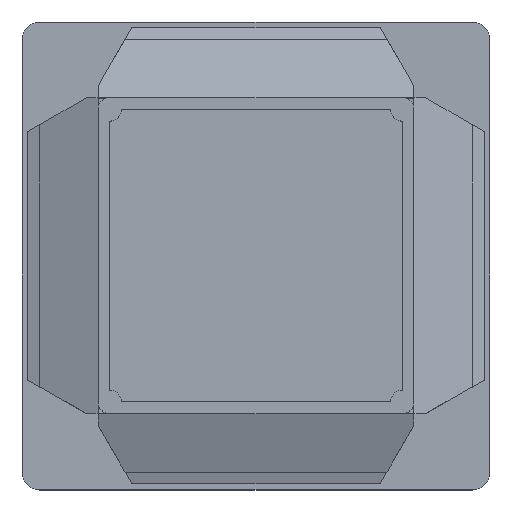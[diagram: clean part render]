
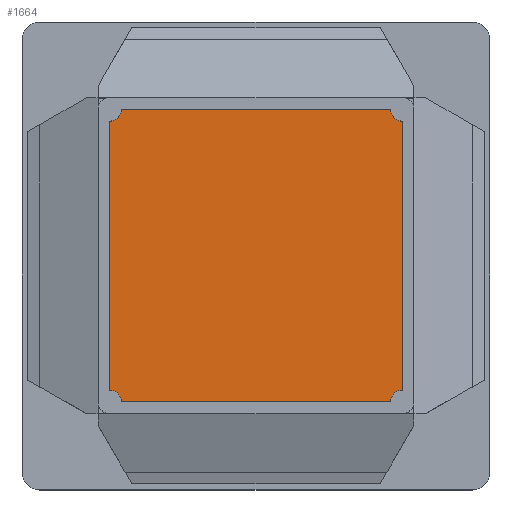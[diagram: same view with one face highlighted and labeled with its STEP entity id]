
A CAD part, top view. The second image highlights one B-rep face of the part: STEP entity #1664.
In plain terms, the highlighted planar face has unit normal (0, 0, 1).
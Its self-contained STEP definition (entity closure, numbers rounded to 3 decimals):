
#1664=ADVANCED_FACE('',(#2930),#2932,.T.);
#2930=FACE_BOUND('',#2931,.T.);
#2931=EDGE_LOOP('',(#3833,#3834,#3835,#3836,#3837,#3838,#3839,#3840));
#2932=PLANE('',#2933);
#2933=AXIS2_PLACEMENT_3D('',#2934,#2935,#2936);
#2934=CARTESIAN_POINT('',(0.,0.,5.));
#2935=DIRECTION('',(0.,0.,1.));
#2936=DIRECTION('',(1.,0.,0.));
#3833=ORIENTED_EDGE('',*,*,#4280,.F.);
#3834=ORIENTED_EDGE('',*,*,#4277,.F.);
#3835=ORIENTED_EDGE('',*,*,#4292,.F.);
#3836=ORIENTED_EDGE('',*,*,#4290,.F.);
#3837=ORIENTED_EDGE('',*,*,#4288,.F.);
#3838=ORIENTED_EDGE('',*,*,#4286,.F.);
#3839=ORIENTED_EDGE('',*,*,#4284,.F.);
#3840=ORIENTED_EDGE('',*,*,#4282,.F.);
#4277=EDGE_CURVE('',#4965,#4966,#4967,.F.);
#4280=EDGE_CURVE('',#4966,#4970,#4971,.F.);
#4282=EDGE_CURVE('',#4970,#4973,#4974,.F.);
#4284=EDGE_CURVE('',#4973,#4976,#4977,.F.);
#4286=EDGE_CURVE('',#4976,#4979,#4980,.F.);
#4288=EDGE_CURVE('',#4979,#4982,#4983,.F.);
#4290=EDGE_CURVE('',#4982,#4985,#4986,.F.);
#4292=EDGE_CURVE('',#4985,#4965,#4988,.F.);
#4965=VERTEX_POINT('',#6561);
#4966=VERTEX_POINT('',#6562);
#4967=CIRCLE('',#6563,1.);
#4970=VERTEX_POINT('',#6573);
#4971=LINE('',#6574,#6575);
#4973=VERTEX_POINT('',#6580);
#4974=CIRCLE('',#6581,1.);
#4976=VERTEX_POINT('',#6588);
#4977=LINE('',#6589,#6590);
#4979=VERTEX_POINT('',#6595);
#4980=CIRCLE('',#6596,1.);
#4982=VERTEX_POINT('',#6603);
#4983=LINE('',#6604,#6605);
#4985=VERTEX_POINT('',#6610);
#4986=CIRCLE('',#6611,1.);
#4988=LINE('',#6618,#6619);
#6561=CARTESIAN_POINT('',(31.5,32.5,5.));
#6562=CARTESIAN_POINT('',(32.5,31.5,5.));
#6563=AXIS2_PLACEMENT_3D('',#6564,#6565,#6566);
#6564=CARTESIAN_POINT('',(32.5,32.5,5.));
#6565=DIRECTION('',(-0.,-0.,-1.));
#6566=DIRECTION('',(0.,-1.,0.));
#6573=CARTESIAN_POINT('',(32.5,8.5,5.));
#6574=CARTESIAN_POINT('',(32.5,8.5,5.));
#6575=VECTOR('',#6576,1.);
#6576=DIRECTION('',(0.,1.,0.));
#6580=CARTESIAN_POINT('',(31.5,7.5,5.));
#6581=AXIS2_PLACEMENT_3D('',#6582,#6583,#6584);
#6582=CARTESIAN_POINT('',(32.5,7.5,5.));
#6583=DIRECTION('',(0.,0.,-1.));
#6584=DIRECTION('',(-1.,0.,0.));
#6588=CARTESIAN_POINT('',(8.5,7.5,5.));
#6589=CARTESIAN_POINT('',(8.5,7.5,5.));
#6590=VECTOR('',#6591,1.);
#6591=DIRECTION('',(1.,0.,0.));
#6595=CARTESIAN_POINT('',(7.5,8.5,5.));
#6596=AXIS2_PLACEMENT_3D('',#6597,#6598,#6599);
#6597=CARTESIAN_POINT('',(7.5,7.5,5.));
#6598=DIRECTION('',(0.,0.,-1.));
#6599=DIRECTION('',(0.,1.,0.));
#6603=CARTESIAN_POINT('',(7.5,31.5,5.));
#6604=CARTESIAN_POINT('',(7.5,31.5,5.));
#6605=VECTOR('',#6606,1.);
#6606=DIRECTION('',(0.,-1.,0.));
#6610=CARTESIAN_POINT('',(8.5,32.5,5.));
#6611=AXIS2_PLACEMENT_3D('',#6612,#6613,#6614);
#6612=CARTESIAN_POINT('',(7.5,32.5,5.));
#6613=DIRECTION('',(0.,0.,-1.));
#6614=DIRECTION('',(1.,0.,0.));
#6618=CARTESIAN_POINT('',(31.5,32.5,5.));
#6619=VECTOR('',#6620,1.);
#6620=DIRECTION('',(-1.,0.,0.));
